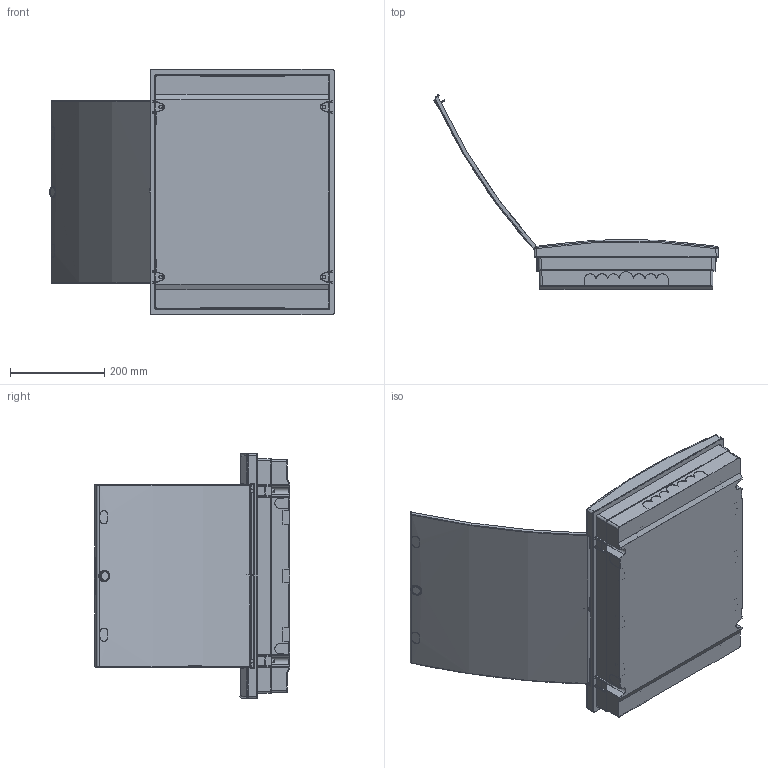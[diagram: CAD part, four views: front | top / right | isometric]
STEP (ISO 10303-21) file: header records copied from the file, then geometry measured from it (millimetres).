
FILE_DESCRIPTION(/* description */ ('Unknown'),/* implementation_level */ '2;1');
FILE_NAME(/* name */ 'ECM_3x18_PO_Media_Mod_Empty',/* time_stamp */ '2020-05-22T13:26:22+02:00',/* author */ ('Unknown'),/* organization */ ('Unknown'),/* preprocessor_version */ 'ST-DEVELOPER v16.7',/* originating_system */ 'DEX',/* authorisation */ $);
FILE_SCHEMA (('AUTOMOTIVE_DESIGN {1 0 10303 214 3 1 1}'));
Length unit declared in the file: millimetre
Products named in the file (8): ECM_3x18_PO_Media_Mod_Empty; Bottom_ECM_3x18; Front_ECM_3x18; Door_ECM_3x18; Screw_M4x8; Screw_M4x16; ETI LOGO; TH_18_Rail
Assembly tree (11 placements, depth 2):
  ECM_3x18_PO_Media_Mod_Empty
    Bottom_ECM_3x18
    Front_ECM_3x18
    Door_ECM_3x18
    Screw_M4x8  x2
    Screw_M4x16  x4
    ETI LOGO
    TH_18_Rail
Bounding box: 606.12 x 414.87 x 521.96 mm (x, y, z)
Volume: 1491353 mm3; surface area: 1404833.3 mm2
Topology: 13 solids, 13 shells, 898 faces, 2380 edges, 1556 vertices
Faces by surface type: plane 610, cylinder 164, cone 88, bspline 14, torus 12, sphere 10
Full cylindrical faces by diameter (mm): 4 x12, 8 x6
Entity records: 24990 total; most frequent: CARTESIAN_POINT 5318, ORIENTED_EDGE 4116, DIRECTION 3879, EDGE_CURVE 2058, LINE 1467, VECTOR 1467, VERTEX_POINT 1380, AXIS2_PLACEMENT_3D 1206
